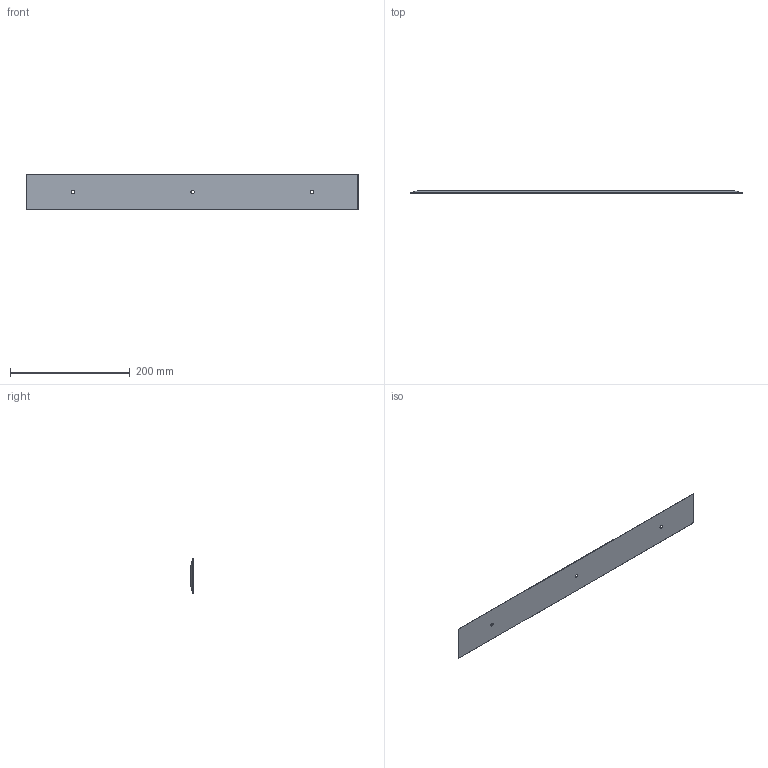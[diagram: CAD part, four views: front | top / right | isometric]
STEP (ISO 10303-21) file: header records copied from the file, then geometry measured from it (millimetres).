
FILE_DESCRIPTION((''),'2;1');
FILE_NAME('CAD-9275','2025-02-20T09:23:42',('creinig-se'),(''),'CREO PARAMETRIC BY PTC INC, 2022284','CREO PARAMETRIC BY PTC INC, 2022284','');
FILE_SCHEMA(('CONFIG_CONTROL_DESIGN','SHAPE_APPEARANCE_LAYERS_GROUPS'));
Length unit declared in the file: millimetre
Products named in the file (1): CAD-9275
Bounding box: 555 x 4 x 60 mm (x, y, z)
Volume: 87515.5 mm3; surface area: 69015.8 mm2
Topology: 1 solids, 1 shells, 61 faces, 170 edges, 112 vertices
Faces by surface type: cylinder 32, plane 23, cone 6
Entity records: 2602 total; most frequent: CARTESIAN_POINT 378, DIRECTION 352, ORIENTED_EDGE 340, PRESENTATION_STYLE_ASSIGNMENT 171, STYLED_ITEM 171, CURVE_STYLE 170, EDGE_CURVE 170, AXIS2_PLACEMENT_3D 129
